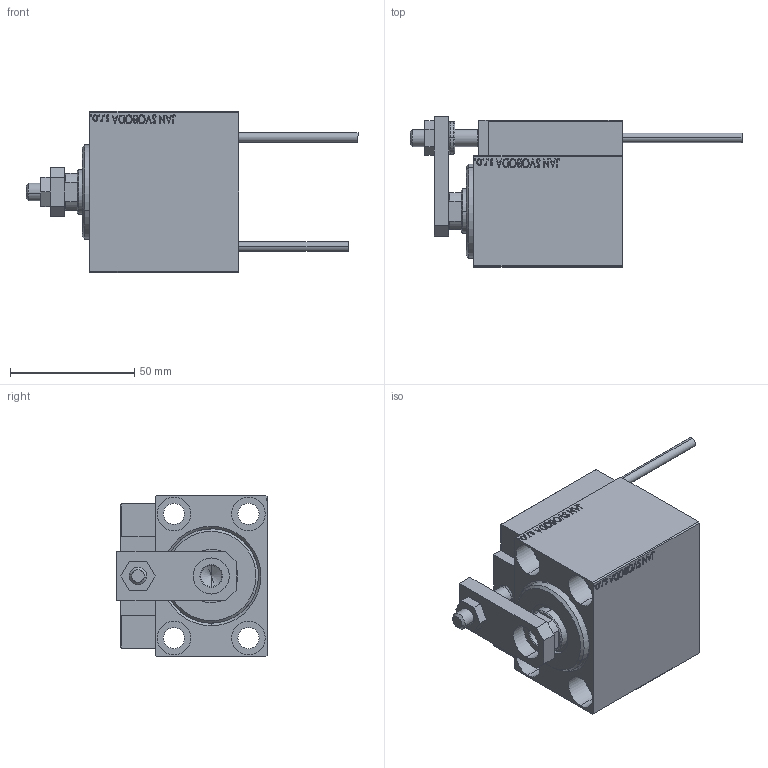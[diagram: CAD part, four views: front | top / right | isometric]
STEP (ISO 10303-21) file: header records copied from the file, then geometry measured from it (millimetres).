
FILE_DESCRIPTION (( 'STEP AP203' ), '1' );
FILE_NAME ('c5e1.STEP', '2024-02-12T04:04:37', ( '' ), ( '' ), 'SwSTEP 2.0', 'SolidWorks 2019', '' );
FILE_SCHEMA (( 'CONFIG_CONTROL_DESIGN' ));
Length unit declared in the file: millimetre
Products named in the file (15): V450CM_C_Body 9a0c23a351a60fdf445a3680b606f69c; SWITCH_X_FRONT_BACK 9a0c23a351a60fdf445a3680b606f69c; c5e1; ALLEN BOLT D8 9a0c23a351a60fdf445a3680b606f69c; NUT_D12 9a0c23a351a60fdf445a3680b606f69c; V450CM_VC_B 9a0c23a351a60fdf445a3680b606f69c; MAGNET 9a0c23a351a60fdf445a3680b606f69c; TYC_L79 9a0c23a351a60fdf445a3680b606f69c; SWITCH DIM B,W 9a0c23a351a60fdf445a3680b606f69c; KONCOVKA 9a0c23a351a60fdf445a3680b606f69c; SWITCH X 9a0c23a351a60fdf445a3680b606f69c; ZARAZKA 9a0c23a351a60fdf445a3680b606f69c; ALLEN BOLT D5 9a0c23a351a60fdf445a3680b606f69c; Block 9a0c23a351a60fdf445a3680b606f69c; V450CM_C_VCP 9a0c23a351a60fdf445a3680b606f69c
Assembly tree (24 placements, depth 3):
  c5e1
    V450CM_C_Body 9a0c23a351a60fdf445a3680b606f69c
    SWITCH X 9a0c23a351a60fdf445a3680b606f69c
      SWITCH_X_FRONT_BACK 9a0c23a351a60fdf445a3680b606f69c  x2
      TYC_L79 9a0c23a351a60fdf445a3680b606f69c
      Block 9a0c23a351a60fdf445a3680b606f69c  x2
      ALLEN BOLT D5 9a0c23a351a60fdf445a3680b606f69c  x4
      ALLEN BOLT D8 9a0c23a351a60fdf445a3680b606f69c  x4
      MAGNET 9a0c23a351a60fdf445a3680b606f69c  x2
      KONCOVKA 9a0c23a351a60fdf445a3680b606f69c  x2
    NUT_D12 9a0c23a351a60fdf445a3680b606f69c
    SWITCH DIM B,W 9a0c23a351a60fdf445a3680b606f69c
    ZARAZKA 9a0c23a351a60fdf445a3680b606f69c
    V450CM_C_VCP 9a0c23a351a60fdf445a3680b606f69c
    V450CM_VC_B 9a0c23a351a60fdf445a3680b606f69c
Bounding box: 133.7 x 60.5 x 65 mm (x, y, z)
Volume: 197735.5 mm3; surface area: 65131.3 mm2
Topology: 23 solids, 23 shells, 1283 faces, 3077 edges, 1968 vertices
Faces by surface type: plane 561, bspline 380, cylinder 188, cone 106, torus 44, sphere 4
Entity records: 50334 total; most frequent: CARTESIAN_POINT 26007, ORIENTED_EDGE 5174, DIRECTION 3469, EDGE_CURVE 2587, VERTEX_POINT 1692, VECTOR 1489, LINE 1489, EDGE_LOOP 1193
